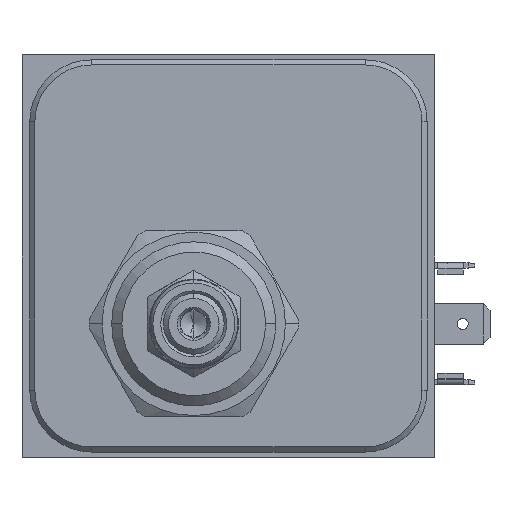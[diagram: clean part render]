
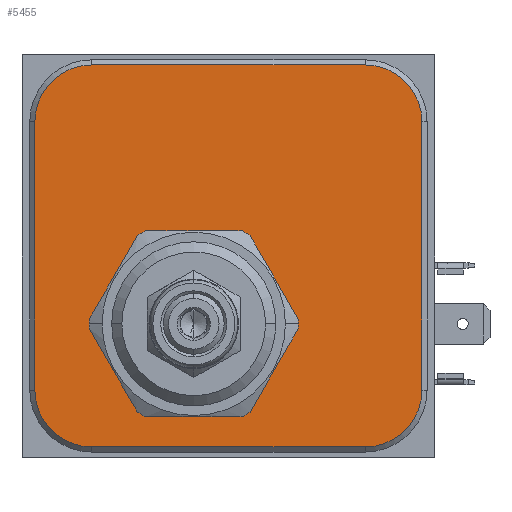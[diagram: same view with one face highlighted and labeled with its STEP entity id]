
A CAD part, front view. The second image highlights one B-rep face of the part: STEP entity #5455.
In plain terms, the highlighted planar face has unit normal (0, -1, 0).
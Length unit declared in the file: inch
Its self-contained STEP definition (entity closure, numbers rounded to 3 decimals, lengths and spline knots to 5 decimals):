
#647=CARTESIAN_POINT('',(2.078,-5.25,0.407));
#648=DIRECTION('',(0.,1.,0.));
#649=DIRECTION('',(1.,0.,0.));
#650=AXIS2_PLACEMENT_3D('',#647,#648,#649);
#661=CARTESIAN_POINT('',(1.04,-5.25,0.808));
#662=DIRECTION('',(0.,1.,0.));
#663=DIRECTION('',(0.,0.,-1.));
#664=AXIS2_PLACEMENT_3D('',#661,#662,#663);
#666=CARTESIAN_POINT('',(1.04,-5.25,0.808));
#667=DIRECTION('',(0.,1.,0.));
#668=DIRECTION('',(0.,0.,1.));
#669=AXIS2_PLACEMENT_3D('',#666,#667,#668);
#671=DIRECTION('',(-1.,0.,0.));
#672=VECTOR('',#671,1.656);
#673=CARTESIAN_POINT('',(2.078,-5.25,0.063));
#674=LINE('',#673,#672);
#691=CARTESIAN_POINT('',(0.422,-5.25,0.407));
#692=DIRECTION('',(0.,1.,0.));
#693=DIRECTION('',(0.,0.,-1.));
#694=AXIS2_PLACEMENT_3D('',#691,#692,#693);
#709=DIRECTION('',(0.,0.,1.));
#710=VECTOR('',#709,1.625);
#711=CARTESIAN_POINT('',(0.078,-5.25,0.407));
#712=LINE('',#711,#710);
#725=CARTESIAN_POINT('',(0.422,-5.25,2.032));
#726=DIRECTION('',(0.,1.,0.));
#727=DIRECTION('',(-1.,0.,0.));
#728=AXIS2_PLACEMENT_3D('',#725,#726,#727);
#739=DIRECTION('',(1.,0.,0.));
#740=VECTOR('',#739,1.656);
#741=CARTESIAN_POINT('',(0.422,-5.25,2.376));
#742=LINE('',#741,#740);
#759=CARTESIAN_POINT('',(2.078,-5.25,2.032));
#760=DIRECTION('',(0.,1.,0.));
#761=DIRECTION('',(0.,0.,1.));
#762=AXIS2_PLACEMENT_3D('',#759,#760,#761);
#773=DIRECTION('',(0.,0.,-1.));
#774=VECTOR('',#773,1.625);
#775=CARTESIAN_POINT('',(2.422,-5.25,2.032));
#776=LINE('',#775,#774);
#5016=CARTESIAN_POINT('',(0.078,-5.25,0.407));
#5017=CARTESIAN_POINT('',(0.078,-5.25,2.032));
#5018=VERTEX_POINT('',#5016);
#5019=VERTEX_POINT('',#5017);
#5024=CARTESIAN_POINT('',(0.422,-5.25,2.376));
#5025=VERTEX_POINT('',#5024);
#5028=CARTESIAN_POINT('',(2.078,-5.25,2.376));
#5029=VERTEX_POINT('',#5028);
#5032=CARTESIAN_POINT('',(2.422,-5.25,2.032));
#5033=VERTEX_POINT('',#5032);
#5036=CARTESIAN_POINT('',(2.422,-5.25,0.407));
#5037=VERTEX_POINT('',#5036);
#5040=CARTESIAN_POINT('',(2.078,-5.25,0.063));
#5041=VERTEX_POINT('',#5040);
#5044=CARTESIAN_POINT('',(0.422,-5.25,0.063));
#5045=VERTEX_POINT('',#5044);
#5088=CARTESIAN_POINT('',(1.04,-5.25,0.268));
#5089=CARTESIAN_POINT('',(1.04,-5.25,1.348));
#5090=VERTEX_POINT('',#5088);
#5091=VERTEX_POINT('',#5089);
#5427=CARTESIAN_POINT('',(0.,-5.25,0.));
#5428=DIRECTION('',(0.,-1.,0.));
#5429=DIRECTION('',(1.,0.,0.));
#5430=AXIS2_PLACEMENT_3D('',#5427,#5428,#5429);
#5431=PLANE('',#5430);
#5432=ORIENTED_EDGE('',*,*,#5417,.T.);
#5434=ORIENTED_EDGE('',*,*,#5433,.T.);
#5436=ORIENTED_EDGE('',*,*,#5435,.T.);
#5438=ORIENTED_EDGE('',*,*,#5437,.T.);
#5440=ORIENTED_EDGE('',*,*,#5439,.T.);
#5442=ORIENTED_EDGE('',*,*,#5441,.T.);
#5444=ORIENTED_EDGE('',*,*,#5443,.T.);
#5446=ORIENTED_EDGE('',*,*,#5445,.T.);
#5447=EDGE_LOOP('',(#5432,#5434,#5436,#5438,#5440,#5442,#5444,#5446));
#5448=FACE_OUTER_BOUND('',#5447,.F.);
#5450=ORIENTED_EDGE('',*,*,#5449,.F.);
#5452=ORIENTED_EDGE('',*,*,#5451,.F.);
#5453=EDGE_LOOP('',(#5450,#5452));
#5454=FACE_BOUND('',#5453,.F.);
#5455=ADVANCED_FACE('',(#5448,#5454),#5431,.T.);
#651=CIRCLE('',#650,0.344);
#665=CIRCLE('',#664,0.54);
#670=CIRCLE('',#669,0.54);
#695=CIRCLE('',#694,0.344);
#729=CIRCLE('',#728,0.344);
#763=CIRCLE('',#762,0.344);
#5417=EDGE_CURVE('',#5037,#5041,#651,.T.);
#5433=EDGE_CURVE('',#5041,#5045,#674,.T.);
#5435=EDGE_CURVE('',#5045,#5018,#695,.T.);
#5437=EDGE_CURVE('',#5018,#5019,#712,.T.);
#5439=EDGE_CURVE('',#5019,#5025,#729,.T.);
#5441=EDGE_CURVE('',#5025,#5029,#742,.T.);
#5443=EDGE_CURVE('',#5029,#5033,#763,.T.);
#5445=EDGE_CURVE('',#5033,#5037,#776,.T.);
#5449=EDGE_CURVE('',#5090,#5091,#665,.T.);
#5451=EDGE_CURVE('',#5091,#5090,#670,.T.);
